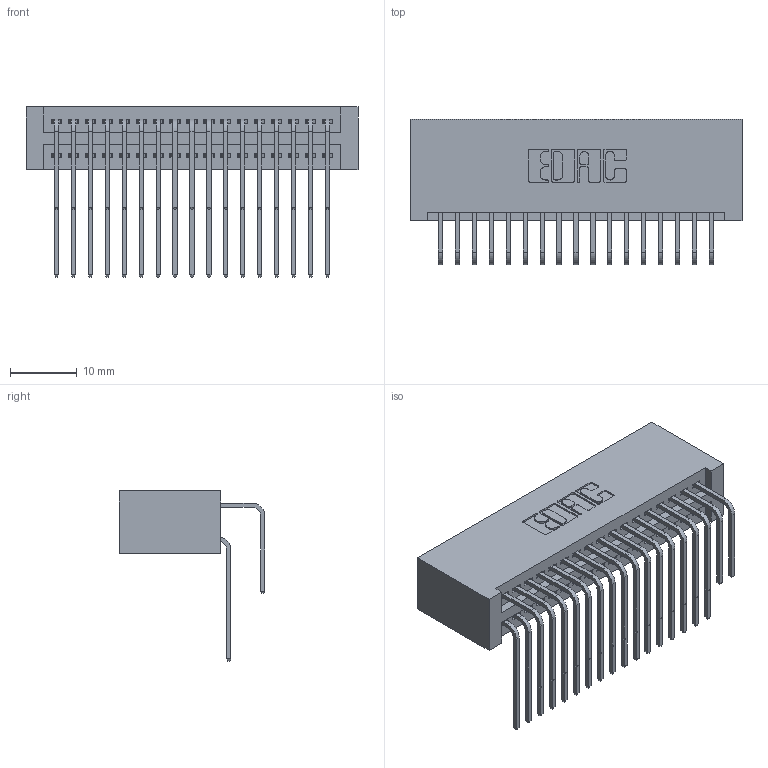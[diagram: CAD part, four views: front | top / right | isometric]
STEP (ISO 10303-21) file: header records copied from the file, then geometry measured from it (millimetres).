
FILE_DESCRIPTION (( 'STEP AP203' ), '1' );
FILE_NAME ('395-034-558-201.STEP', '2019-10-17T18:24:20', ( '' ), ( '' ), 'SwSTEP 2.0', 'SolidWorks 2016', '' );
FILE_SCHEMA (( 'CONFIG_CONTROL_DESIGN' ));
Length unit declared in the file: inch
Products named in the file (4): 345-292-001_558 559 Tail - 1; 345-292-001_558 Tail - 2; 395-034-558-201; 345 Part_No Mounting Lugs
Assembly tree (35 placements, depth 2):
  395-034-558-201
    345 Part_No Mounting Lugs
    345-292-001_558 559 Tail - 1  x17
    345-292-001_558 Tail - 2  x17
Bounding box: 49.78 x 21.83 x 25.53 mm (x, y, z)
Volume: 5416.1 mm3; surface area: 8747.2 mm2
Topology: 35 solids, 35 shells, 1886 faces, 5587 edges, 3678 vertices
Faces by surface type: plane 1266, cylinder 620
Entity records: 18079 total; most frequent: CARTESIAN_POINT 3099, ORIENTED_EDGE 2982, DIRECTION 2731, EDGE_CURVE 1491, VECTOR 1259, LINE 1259, VERTEX_POINT 990, AXIS2_PLACEMENT_3D 736
